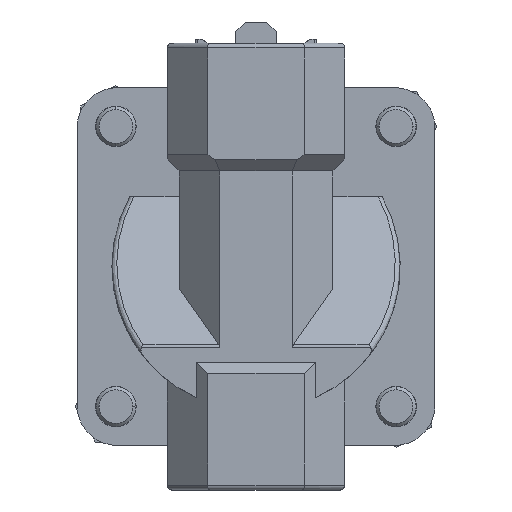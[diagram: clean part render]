
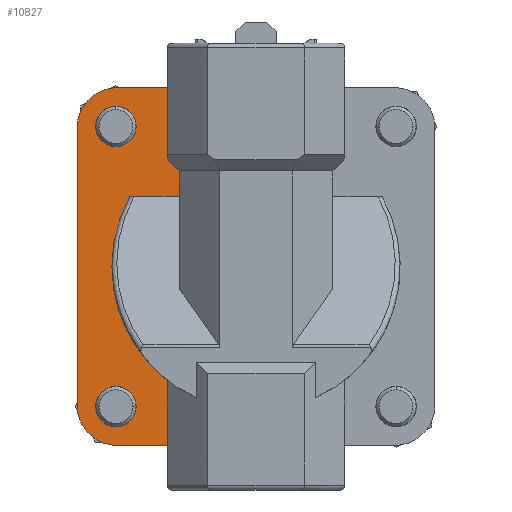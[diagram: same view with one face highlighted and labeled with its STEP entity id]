
A CAD part, front view. The second image highlights one B-rep face of the part: STEP entity #10827.
In plain terms, the highlighted planar face has unit normal (0, -1, 0).
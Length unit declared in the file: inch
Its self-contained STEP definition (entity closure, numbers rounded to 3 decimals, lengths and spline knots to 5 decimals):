
#110 = ORIENTED_EDGE ( 'NONE', *, *, #3599, .T. ) ;
#184 = CARTESIAN_POINT ( 'NONE',  ( -1.105, 0.389, 0.855 ) ) ;
#248 = CIRCLE ( 'NONE', #9176, 0.125 ) ;
#306 = ORIENTED_EDGE ( 'NONE', *, *, #6320, .F. ) ;
#308 = DIRECTION ( 'NONE',  ( 0., -1., 0. ) ) ;
#391 = AXIS2_PLACEMENT_3D ( 'NONE', #7667, #2436, #8543 ) ;
#480 = LINE ( 'NONE', #10743, #7430 ) ;
#537 = EDGE_CURVE ( 'NONE', #2372, #4066, #6393, .T. ) ;
#604 = EDGE_CURVE ( 'NONE', #9394, #7794, #3480, .T. ) ;
#792 = DIRECTION ( 'NONE',  ( 0., 1., 0. ) ) ;
#843 = CARTESIAN_POINT ( 'NONE',  ( -0.855, 0.389, -0.855 ) ) ;
#916 = CARTESIAN_POINT ( 'NONE',  ( -0.865, 0.389, -0.865 ) ) ;
#989 = DIRECTION ( 'NONE',  ( 0., 0., 1. ) ) ;
#1147 = CARTESIAN_POINT ( 'NONE',  ( -0.855, 0.389, 0.855 ) ) ;
#1278 = DIRECTION ( 'NONE',  ( -0.707, 0., 0.707 ) ) ;
#1387 = CIRCLE ( 'NONE', #391, 0.89 ) ;
#1442 = FACE_BOUND ( 'NONE', #11208, .T. ) ;
#1490 = CARTESIAN_POINT ( 'NONE',  ( 1.105, 0.389, 1.105 ) ) ;
#1605 = ORIENTED_EDGE ( 'NONE', *, *, #6933, .F. ) ;
#1625 = EDGE_LOOP ( 'NONE', ( #7523, #2361, #110, #4662, #4298, #1605, #10329, #3640, #3265, #7509, #7360, #306 ) ) ;
#1712 = DIRECTION ( 'NONE',  ( -1., 0., 0. ) ) ;
#1794 = DIRECTION ( 'NONE',  ( -1., 0., 0. ) ) ;
#1920 = CARTESIAN_POINT ( 'NONE',  ( 1.105, 0.389, -1.105 ) ) ;
#2028 = DIRECTION ( 'NONE',  ( -1., 0., 0. ) ) ;
#2356 = VECTOR ( 'NONE', #1278, 39.37008 ) ;
#2361 = ORIENTED_EDGE ( 'NONE', *, *, #537, .T. ) ;
#2372 = VERTEX_POINT ( 'NONE', #5089 ) ;
#2436 = DIRECTION ( 'NONE',  ( 0., -1., 0. ) ) ;
#2562 = VERTEX_POINT ( 'NONE', #3658 ) ;
#2592 = LINE ( 'NONE', #1490, #2871 ) ;
#2844 = CARTESIAN_POINT ( 'NONE',  ( -0.475, 0.389, 0.59 ) ) ;
#2871 = VECTOR ( 'NONE', #6730, 39.37008 ) ;
#2962 = VECTOR ( 'NONE', #989, 39.37008 ) ;
#3022 = DIRECTION ( 'NONE',  ( 0., 1., 0. ) ) ;
#3112 = VERTEX_POINT ( 'NONE', #2844 ) ;
#3265 = ORIENTED_EDGE ( 'NONE', *, *, #9445, .T. ) ;
#3271 = CARTESIAN_POINT ( 'NONE',  ( -0.549, 0.389, 0.664 ) ) ;
#3310 = DIRECTION ( 'NONE',  ( 0., 1., 0. ) ) ;
#3330 = CIRCLE ( 'NONE', #3872, 0.89 ) ;
#3347 = CARTESIAN_POINT ( 'NONE',  ( -0.549, 0.389, -1.105 ) ) ;
#3426 = ORIENTED_EDGE ( 'NONE', *, *, #9371, .T. ) ;
#3480 = LINE ( 'NONE', #1920, #10175 ) ;
#3599 = EDGE_CURVE ( 'NONE', #4066, #3112, #480, .T. ) ;
#3640 = ORIENTED_EDGE ( 'NONE', *, *, #5654, .F. ) ;
#3658 = CARTESIAN_POINT ( 'NONE',  ( -0.74, 0.389, 0.865 ) ) ;
#3777 = VECTOR ( 'NONE', #9700, 39.37008 ) ;
#3780 = CARTESIAN_POINT ( 'NONE',  ( -0.74, 0.389, -0.865 ) ) ;
#3872 = AXIS2_PLACEMENT_3D ( 'NONE', #5550, #308, #6429 ) ;
#3905 = DIRECTION ( 'NONE',  ( 0., 1., 0. ) ) ;
#3929 = CARTESIAN_POINT ( 'NONE',  ( -0.89, 0.389, 0. ) ) ;
#3994 = VERTEX_POINT ( 'NONE', #3271 ) ;
#4062 = CARTESIAN_POINT ( 'NONE',  ( -1.105, 0.389, 1.105 ) ) ;
#4066 = VERTEX_POINT ( 'NONE', #10323 ) ;
#4241 = EDGE_CURVE ( 'NONE', #2372, #9785, #3330, .T. ) ;
#4244 = VERTEX_POINT ( 'NONE', #3780 ) ;
#4264 = CARTESIAN_POINT ( 'NONE',  ( -0.99, 0.389, -0.865 ) ) ;
#4271 = AXIS2_PLACEMENT_3D ( 'NONE', #1147, #7254, #2028 ) ;
#4298 = ORIENTED_EDGE ( 'NONE', *, *, #8746, .T. ) ;
#4662 = ORIENTED_EDGE ( 'NONE', *, *, #5539, .T. ) ;
#4688 = CARTESIAN_POINT ( 'NONE',  ( -0.549, 0.389, 1.105 ) ) ;
#4946 = AXIS2_PLACEMENT_3D ( 'NONE', #8259, #3022, #9135 ) ;
#5009 = AXIS2_PLACEMENT_3D ( 'NONE', #8546, #3310, #9426 ) ;
#5089 = CARTESIAN_POINT ( 'NONE',  ( -0.77923, 0.389, 0.43 ) ) ;
#5130 = VERTEX_POINT ( 'NONE', #184 ) ;
#5304 = LINE ( 'NONE', #7066, #2962 ) ;
#5506 = CARTESIAN_POINT ( 'NONE',  ( -0.855, 0.389, -1.105 ) ) ;
#5532 = DIRECTION ( 'NONE',  ( 0., 0., 1. ) ) ;
#5539 = EDGE_CURVE ( 'NONE', #3112, #3994, #9869, .T. ) ;
#5550 = CARTESIAN_POINT ( 'NONE',  ( 0., 0.389, 0. ) ) ;
#5654 = EDGE_CURVE ( 'NONE', #7787, #5130, #6201, .T. ) ;
#5705 = CIRCLE ( 'NONE', #6773, 0.25 ) ;
#5841 = DIRECTION ( 'NONE',  ( 0., 0., 1. ) ) ;
#5922 = EDGE_LOOP ( 'NONE', ( #10088, #8185 ) ) ;
#5948 = EDGE_CURVE ( 'NONE', #9394, #6041, #9312, .T. ) ;
#5985 = CIRCLE ( 'NONE', #5009, 0.125 ) ;
#6041 = VERTEX_POINT ( 'NONE', #9085 ) ;
#6053 = CARTESIAN_POINT ( 'NONE',  ( 0., 0.389, 0. ) ) ;
#6201 = LINE ( 'NONE', #4062, #8499 ) ;
#6320 = EDGE_CURVE ( 'NONE', #9785, #6041, #1387, .T. ) ;
#6386 = FACE_BOUND ( 'NONE', #5922, .T. ) ;
#6388 = CARTESIAN_POINT ( 'NONE',  ( -1.105, 0.389, -0.855 ) ) ;
#6393 = LINE ( 'NONE', #7953, #3777 ) ;
#6429 = DIRECTION ( 'NONE',  ( 1., 0., 0. ) ) ;
#6730 = DIRECTION ( 'NONE',  ( 1., 0., 0. ) ) ;
#6773 = AXIS2_PLACEMENT_3D ( 'NONE', #843, #6950, #1712 ) ;
#6798 = CIRCLE ( 'NONE', #4271, 0.25 ) ;
#6891 = EDGE_CURVE ( 'NONE', #8052, #2562, #9840, .T. ) ;
#6906 = DIRECTION ( 'NONE',  ( -1., 0., 0. ) ) ;
#6933 = EDGE_CURVE ( 'NONE', #8891, #9658, #2592, .T. ) ;
#6950 = DIRECTION ( 'NONE',  ( 0., -1., 0. ) ) ;
#7028 = DIRECTION ( 'NONE',  ( 0., 1., 0. ) ) ;
#7066 = CARTESIAN_POINT ( 'NONE',  ( -0.549, 0.389, 1.38 ) ) ;
#7184 = CARTESIAN_POINT ( 'NONE',  ( -0.549, 0.389, 1.38 ) ) ;
#7254 = DIRECTION ( 'NONE',  ( 0., -1., 0. ) ) ;
#7360 = ORIENTED_EDGE ( 'NONE', *, *, #5948, .T. ) ;
#7430 = VECTOR ( 'NONE', #5532, 39.37008 ) ;
#7508 = VERTEX_POINT ( 'NONE', #4264 ) ;
#7509 = ORIENTED_EDGE ( 'NONE', *, *, #604, .F. ) ;
#7523 = ORIENTED_EDGE ( 'NONE', *, *, #4241, .F. ) ;
#7667 = CARTESIAN_POINT ( 'NONE',  ( 0., 0.389, 0. ) ) ;
#7787 = VERTEX_POINT ( 'NONE', #6388 ) ;
#7794 = VERTEX_POINT ( 'NONE', #5506 ) ;
#7953 = CARTESIAN_POINT ( 'NONE',  ( 0., 0.389, 0.43 ) ) ;
#8052 = VERTEX_POINT ( 'NONE', #10425 ) ;
#8185 = ORIENTED_EDGE ( 'NONE', *, *, #10217, .T. ) ;
#8259 = CARTESIAN_POINT ( 'NONE',  ( -0.865, 0.389, 0.865 ) ) ;
#8407 = FACE_OUTER_BOUND ( 'NONE', #1625, .T. ) ;
#8499 = VECTOR ( 'NONE', #5841, 39.37008 ) ;
#8543 = DIRECTION ( 'NONE',  ( 1., 0., 0. ) ) ;
#8546 = CARTESIAN_POINT ( 'NONE',  ( -0.865, 0.389, -0.865 ) ) ;
#8708 = EDGE_CURVE ( 'NONE', #4244, #7508, #248, .T. ) ;
#8746 = EDGE_CURVE ( 'NONE', #3994, #9658, #5304, .T. ) ;
#8831 = EDGE_CURVE ( 'NONE', #8891, #5130, #6798, .T. ) ;
#8868 = DIRECTION ( 'NONE',  ( -1., 0., 0. ) ) ;
#8891 = VERTEX_POINT ( 'NONE', #9953 ) ;
#9037 = VECTOR ( 'NONE', #9814, 39.37008 ) ;
#9085 = CARTESIAN_POINT ( 'NONE',  ( -0.549, 0.389, -0.7005 ) ) ;
#9129 = CARTESIAN_POINT ( 'NONE',  ( -0.865, 0.389, 0.865 ) ) ;
#9135 = DIRECTION ( 'NONE',  ( -1., 0., 0. ) ) ;
#9176 = AXIS2_PLACEMENT_3D ( 'NONE', #916, #7028, #1794 ) ;
#9281 = ORIENTED_EDGE ( 'NONE', *, *, #8708, .T. ) ;
#9312 = LINE ( 'NONE', #7184, #9037 ) ;
#9371 = EDGE_CURVE ( 'NONE', #7508, #4244, #5985, .T. ) ;
#9394 = VERTEX_POINT ( 'NONE', #3347 ) ;
#9426 = DIRECTION ( 'NONE',  ( -1., 0., 0. ) ) ;
#9445 = EDGE_CURVE ( 'NONE', #7787, #7794, #5705, .T. ) ;
#9618 = AXIS2_PLACEMENT_3D ( 'NONE', #6053, #792, #6906 ) ;
#9658 = VERTEX_POINT ( 'NONE', #4688 ) ;
#9700 = DIRECTION ( 'NONE',  ( 1., 0., 0. ) ) ;
#9785 = VERTEX_POINT ( 'NONE', #3929 ) ;
#9814 = DIRECTION ( 'NONE',  ( 0., 0., 1. ) ) ;
#9840 = CIRCLE ( 'NONE', #10698, 0.125 ) ;
#9869 = LINE ( 'NONE', #9974, #2356 ) ;
#9953 = CARTESIAN_POINT ( 'NONE',  ( -0.855, 0.389, 1.105 ) ) ;
#9974 = CARTESIAN_POINT ( 'NONE',  ( -0.575, 0.389, 0.69 ) ) ;
#10005 = DIRECTION ( 'NONE',  ( -1., 0., 0. ) ) ;
#10088 = ORIENTED_EDGE ( 'NONE', *, *, #6891, .T. ) ;
#10175 = VECTOR ( 'NONE', #8868, 39.37008 ) ;
#10217 = EDGE_CURVE ( 'NONE', #2562, #8052, #10856, .T. ) ;
#10323 = CARTESIAN_POINT ( 'NONE',  ( -0.475, 0.389, 0.43 ) ) ;
#10329 = ORIENTED_EDGE ( 'NONE', *, *, #8831, .T. ) ;
#10425 = CARTESIAN_POINT ( 'NONE',  ( -0.99, 0.389, 0.865 ) ) ;
#10698 = AXIS2_PLACEMENT_3D ( 'NONE', #9129, #3905, #10005 ) ;
#10743 = CARTESIAN_POINT ( 'NONE',  ( -0.475, 0.389, 0.69 ) ) ;
#10827 = ADVANCED_FACE ( 'NONE', ( #6386, #1442, #8407 ), #11257, .F. ) ;
#10856 = CIRCLE ( 'NONE', #4946, 0.125 ) ;
#11208 = EDGE_LOOP ( 'NONE', ( #3426, #9281 ) ) ;
#11257 = PLANE ( 'NONE',  #9618 ) ;
